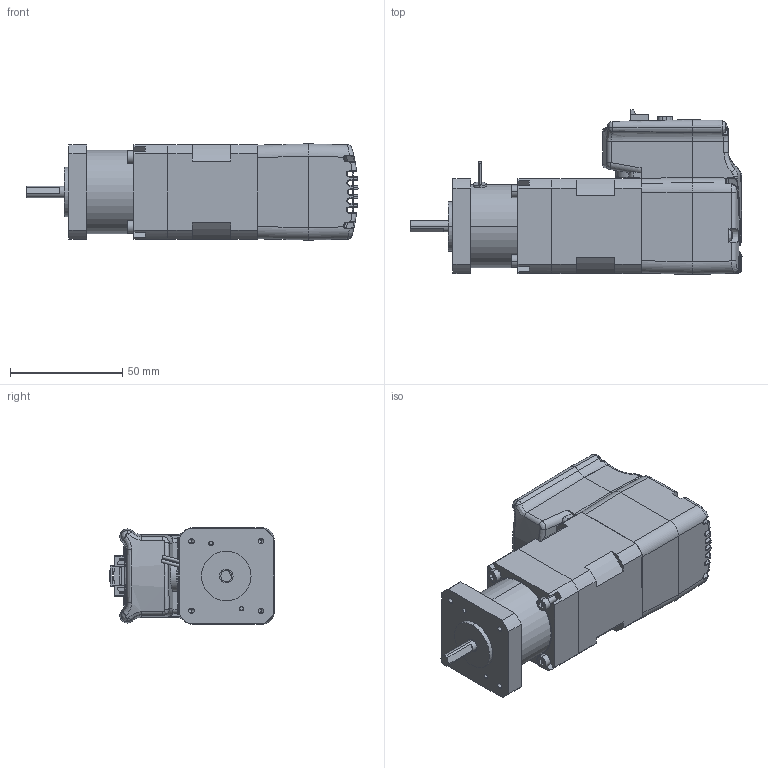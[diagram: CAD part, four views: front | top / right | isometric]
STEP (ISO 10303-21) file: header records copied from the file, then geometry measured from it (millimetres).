
FILE_DESCRIPTION (( 'STEP AP203' ), '1' );
FILE_NAME ('P1X-MO-042-02-R00.STEP', '2016-04-25T03:32:42', ( '' ), ( '' ), 'SwSTEP 2.0', 'SolidWorks 2013', '' );
FILE_SCHEMA (( 'CONFIG_CONTROL_DESIGN' ));
Length unit declared in the file: millimetre
Products named in the file (22): M11-MO-042-02-R01(EzM-42M-01)_湀_; RS-232C 鱔褐醴喀攪; M15-EC-042-05-R00; BXW-01-10-89_3D; ﾆﾞｽｺ ﾀﾔｷﾂ ｹ貎ﾄ ｼｳﾁ､ ｽｺﾀｧﾄ｡-1; M16-EC-042-01-R00; socket head cap screw_iso_ISO 4762 M3 x 20 --- 20N; ﾆﾞｽｺ ﾀﾔｷﾂ ｹ貎ﾄ ｼｳﾁ､ ｽｺﾀｧﾄ｡-2; ﾀﾔﾃ箙ﾂ ﾁ｢ｼﾓ ﾄｿｳﾘﾅﾍ; P1X-MO-042-02-R00; 蝶嬪纂-1; 瞪錳薄樓醴喀攪-1; 蝶嬪纂-2; 瞪錳薄樓醴喀攪-2; 匙飘况农 ID 钎矫 棺 惑怕 钎矫; 瞪錳薄樓醴喀攪-3; 烹脚加档 汲沥 胶困摹; 瞪錳薄樓醴喀攪-4; M15-EC-042-01-R00; round cross head screw_ks_KS 1023 RC - M3 x 20-N; 瞪錳薄樓醴喀攪-5; M15-EC-042-02-R00
Assembly tree (28 placements, depth 2):
  P1X-MO-042-02-R00
    M15-EC-042-01-R00
    M15-EC-042-02-R00
    M15-EC-042-05-R00
    M16-EC-042-01-R00
    ﾀﾔﾃ箙ﾂ ﾁ｢ｼﾓ ﾄｿｳﾘﾅﾍ
    瞪錳薄樓醴喀攪-1
    瞪錳薄樓醴喀攪-2
    瞪錳薄樓醴喀攪-3
    瞪錳薄樓醴喀攪-4
    瞪錳薄樓醴喀攪-5
    RS-232C 鱔褐醴喀攪  x2
    ﾆﾞｽｺ ﾀﾔｷﾂ ｹ貎ﾄ ｼｳﾁ､ ｽｺﾀｧﾄ｡-1
    ﾆﾞｽｺ ﾀﾔｷﾂ ｹ貎ﾄ ｼｳﾁ､ ｽｺﾀｧﾄ｡-2
    蝶嬪纂-1
    蝶嬪纂-2
    匙飘况农 ID 钎矫 棺 惑怕 钎矫
    烹脚加档 汲沥 胶困摹
    round cross head screw_ks_KS 1023 RC - M3 x 20-N  x4
    M11-MO-042-02-R01(EzM-42M-01)_湀_
    BXW-01-10-89_3D
    socket head cap screw_iso_ISO 4762 M3 x 20 --- 20N  x4
Bounding box: 147.59 x 73.3 x 42.8 mm (x, y, z)
Volume: 147321.7 mm3; surface area: 81767.6 mm2
Topology: 35 solids, 45 shells, 3056 faces, 7787 edges, 4863 vertices
Faces by surface type: plane 1424, cylinder 965, bspline 477, cone 135, torus 36, sphere 19
Full cylindrical faces by diameter (mm): 0.7 x2
Entity records: 133845 total; most frequent: CARTESIAN_POINT 70107, ORIENTED_EDGE 14012, DIRECTION 10460, EDGE_CURVE 7029, VERTEX_POINT 4436, VECTOR 3578, LINE 3578, AXIS2_PLACEMENT_3D 3441
